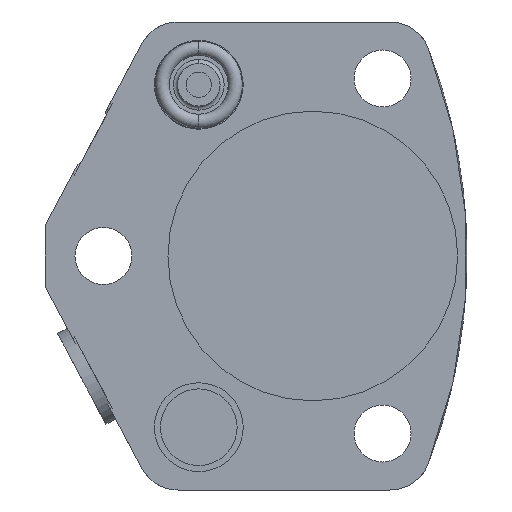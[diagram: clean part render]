
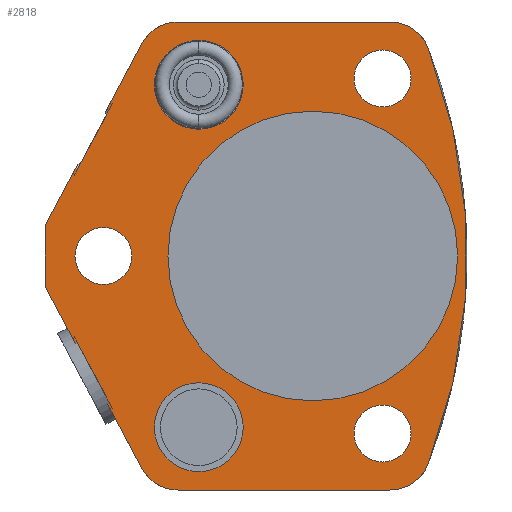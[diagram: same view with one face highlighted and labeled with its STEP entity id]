
A CAD part, front view. The second image highlights one B-rep face of the part: STEP entity #2818.
In plain terms, the highlighted planar face has unit normal (0, -1, 0).
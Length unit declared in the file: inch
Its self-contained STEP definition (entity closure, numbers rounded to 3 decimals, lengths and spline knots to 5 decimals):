
#513=CARTESIAN_POINT('',(0.,0.,0.));
#514=DIRECTION('',(0.,-1.,0.));
#515=DIRECTION('',(1.,0.,0.));
#516=AXIS2_PLACEMENT_3D('',#513,#514,#515);
#521=CARTESIAN_POINT('',(0.,0.,0.));
#522=DIRECTION('',(0.,1.,0.));
#523=DIRECTION('',(1.,0.,0.));
#524=AXIS2_PLACEMENT_3D('',#521,#522,#523);
#529=CARTESIAN_POINT('',(0.344,0.,0.875));
#530=DIRECTION('',(0.,-1.,0.));
#531=DIRECTION('',(1.,0.,0.));
#532=AXIS2_PLACEMENT_3D('',#529,#530,#531);
#537=CARTESIAN_POINT('',(0.344,0.,0.875));
#538=DIRECTION('',(0.,-1.,0.));
#539=DIRECTION('',(-1.,0.,0.));
#540=AXIS2_PLACEMENT_3D('',#537,#538,#539);
#545=CARTESIAN_POINT('',(0.344,0.,-0.875));
#546=DIRECTION('',(0.,-1.,0.));
#547=DIRECTION('',(1.,0.,0.));
#548=AXIS2_PLACEMENT_3D('',#545,#546,#547);
#553=CARTESIAN_POINT('',(0.344,0.,-0.875));
#554=DIRECTION('',(0.,-1.,0.));
#555=DIRECTION('',(-1.,0.,0.));
#556=AXIS2_PLACEMENT_3D('',#553,#554,#555);
#561=CARTESIAN_POINT('',(-1.032,0.,0.));
#562=DIRECTION('',(0.,-1.,0.));
#563=DIRECTION('',(1.,0.,0.));
#564=AXIS2_PLACEMENT_3D('',#561,#562,#563);
#569=CARTESIAN_POINT('',(-1.032,0.,0.));
#570=DIRECTION('',(0.,-1.,0.));
#571=DIRECTION('',(-1.,0.,0.));
#572=AXIS2_PLACEMENT_3D('',#569,#570,#571);
#577=DIRECTION('',(-0.469,0.,-0.883));
#578=VECTOR('',#577,0.33929);
#579=CARTESIAN_POINT('',(-1.00197,0.,0.72489));
#580=LINE('',#579,#578);
#584=DIRECTION('',(0.883,0.,-0.469));
#585=VECTOR('',#584,0.01);
#586=CARTESIAN_POINT('',(-1.0108,0.,0.72959));
#587=LINE('',#586,#585);
#591=DIRECTION('',(0.469,0.,0.883));
#592=VECTOR('',#591,0.35814);
#593=CARTESIAN_POINT('',(-1.0108,0.,0.72959));
#594=LINE('',#593,#592);
#598=DIRECTION('',(1.,0.,0.));
#599=VECTOR('',#598,1.04331);
#600=CARTESIAN_POINT('',(-0.66342,0.,1.1535));
#601=LINE('',#600,#599);
#605=CARTESIAN_POINT('',(-2.082,0.,0.));
#606=DIRECTION('',(0.,-1.,0.));
#607=DIRECTION('',(0.933,0.,-0.36));
#608=AXIS2_PLACEMENT_3D('',#605,#606,#607);
#613=DIRECTION('',(-1.,0.,0.));
#614=VECTOR('',#613,1.04331);
#615=CARTESIAN_POINT('',(0.37988,0.,-1.1535));
#616=LINE('',#615,#614);
#620=DIRECTION('',(0.469,0.,-0.883));
#621=VECTOR('',#620,0.35814);
#622=CARTESIAN_POINT('',(-1.0108,0.,-0.72959));
#623=LINE('',#622,#621);
#627=DIRECTION('',(0.883,0.,0.469));
#628=VECTOR('',#627,0.01);
#629=CARTESIAN_POINT('',(-1.0108,0.,-0.72959));
#630=LINE('',#629,#628);
#634=DIRECTION('',(0.469,0.,-0.883));
#635=VECTOR('',#634,0.33929);
#636=CARTESIAN_POINT('',(-1.16126,0.,-0.42531));
#637=LINE('',#636,#635);
#641=DIRECTION('',(0.883,0.,0.469));
#642=VECTOR('',#641,0.01);
#643=CARTESIAN_POINT('',(-1.17008,0.,-0.43001));
#644=LINE('',#643,#642);
#648=DIRECTION('',(0.469,0.,-0.883));
#649=VECTOR('',#648,0.31933);
#650=CARTESIAN_POINT('',(-1.32,0.,-0.14806));
#651=LINE('',#650,#649);
#655=DIRECTION('',(0.,0.,-1.));
#656=VECTOR('',#655,0.29612);
#657=CARTESIAN_POINT('',(-1.32,0.,0.14806));
#658=LINE('',#657,#656);
#662=DIRECTION('',(0.469,0.,0.883));
#663=VECTOR('',#662,0.31933);
#664=CARTESIAN_POINT('',(-1.32,0.,0.14806));
#665=LINE('',#664,#663);
#669=DIRECTION('',(0.883,0.,-0.469));
#670=VECTOR('',#669,0.01);
#671=CARTESIAN_POINT('',(-1.17008,0.,0.43001));
#672=LINE('',#671,#670);
#676=CARTESIAN_POINT('',(-0.562,0.,-0.844));
#677=DIRECTION('',(0.,1.,0.));
#678=DIRECTION('',(-1.,0.,0.));
#679=AXIS2_PLACEMENT_3D('',#676,#677,#678);
#684=CARTESIAN_POINT('',(-0.562,0.,-0.844));
#685=DIRECTION('',(0.,1.,0.));
#686=DIRECTION('',(1.,0.,0.));
#687=AXIS2_PLACEMENT_3D('',#684,#685,#686);
#692=CARTESIAN_POINT('',(-0.562,0.,0.844));
#693=DIRECTION('',(0.,1.,0.));
#694=DIRECTION('',(-1.,0.,0.));
#695=AXIS2_PLACEMENT_3D('',#692,#693,#694);
#700=CARTESIAN_POINT('',(-0.562,0.,0.844));
#701=DIRECTION('',(0.,1.,0.));
#702=DIRECTION('',(1.,0.,0.));
#703=AXIS2_PLACEMENT_3D('',#700,#701,#702);
#1154=CARTESIAN_POINT('',(-0.66342,0.,-0.9505));
#1155=DIRECTION('',(0.,-1.,0.));
#1156=DIRECTION('',(-0.883,0.,-0.469));
#1157=AXIS2_PLACEMENT_3D('',#1154,#1155,#1156);
#1190=CARTESIAN_POINT('',(0.37988,0.,-0.9505));
#1191=DIRECTION('',(0.,-1.,0.));
#1192=DIRECTION('',(0.,0.,-1.));
#1193=AXIS2_PLACEMENT_3D('',#1190,#1191,#1192);
#1212=CARTESIAN_POINT('',(0.37988,0.,0.9505));
#1213=DIRECTION('',(0.,-1.,0.));
#1214=DIRECTION('',(0.933,0.,0.36));
#1215=AXIS2_PLACEMENT_3D('',#1212,#1213,#1214);
#1248=CARTESIAN_POINT('',(-0.66342,0.,0.9505));
#1249=DIRECTION('',(0.,-1.,0.));
#1250=DIRECTION('',(0.,0.,1.));
#1251=AXIS2_PLACEMENT_3D('',#1248,#1249,#1250);
#2135=CARTESIAN_POINT('',(0.714,0.,0.));
#2137=VERTEX_POINT('',#2135);
#2139=CARTESIAN_POINT('',(-0.714,0.,0.));
#2141=VERTEX_POINT('',#2139);
#2142=CARTESIAN_POINT('',(-1.32,0.,0.14806));
#2143=CARTESIAN_POINT('',(-1.32,0.,-0.14806));
#2144=VERTEX_POINT('',#2142);
#2145=VERTEX_POINT('',#2143);
#2146=CARTESIAN_POINT('',(0.4845,0.,0.875));
#2147=CARTESIAN_POINT('',(0.2035,0.,0.875));
#2148=VERTEX_POINT('',#2146);
#2149=VERTEX_POINT('',#2147);
#2180=CARTESIAN_POINT('',(-1.16126,0.,-0.42531));
#2181=CARTESIAN_POINT('',(-1.00197,0.,-0.72489));
#2182=VERTEX_POINT('',#2180);
#2183=VERTEX_POINT('',#2181);
#2184=CARTESIAN_POINT('',(-1.17008,0.,-0.43001));
#2185=VERTEX_POINT('',#2184);
#2186=CARTESIAN_POINT('',(-1.0108,0.,-0.72959));
#2187=VERTEX_POINT('',#2186);
#2193=CARTESIAN_POINT('',(-1.00197,0.,0.72489));
#2194=CARTESIAN_POINT('',(-1.16126,0.,0.42531));
#2195=VERTEX_POINT('',#2193);
#2196=VERTEX_POINT('',#2194);
#2197=CARTESIAN_POINT('',(-1.0108,0.,0.72959));
#2198=VERTEX_POINT('',#2197);
#2199=CARTESIAN_POINT('',(-1.17008,0.,0.43001));
#2200=VERTEX_POINT('',#2199);
#2226=CARTESIAN_POINT('',(-0.781,0.,-0.844));
#2227=CARTESIAN_POINT('',(-0.343,0.,-0.844));
#2228=VERTEX_POINT('',#2226);
#2229=VERTEX_POINT('',#2227);
#2234=CARTESIAN_POINT('',(-0.781,0.,0.844));
#2235=CARTESIAN_POINT('',(-0.343,0.,0.844));
#2236=VERTEX_POINT('',#2234);
#2237=VERTEX_POINT('',#2235);
#2284=CARTESIAN_POINT('',(0.37988,0.,-1.1535));
#2285=CARTESIAN_POINT('',(0.56926,0.,-1.02362));
#2286=VERTEX_POINT('',#2284);
#2287=VERTEX_POINT('',#2285);
#2288=CARTESIAN_POINT('',(0.56926,0.,1.02362));
#2289=CARTESIAN_POINT('',(0.37988,0.,1.1535));
#2290=VERTEX_POINT('',#2288);
#2291=VERTEX_POINT('',#2289);
#2292=CARTESIAN_POINT('',(-0.66342,0.,1.1535));
#2293=CARTESIAN_POINT('',(-0.84266,0.,1.0458));
#2294=VERTEX_POINT('',#2292);
#2295=VERTEX_POINT('',#2293);
#2296=CARTESIAN_POINT('',(-0.84266,0.,-1.0458));
#2297=CARTESIAN_POINT('',(-0.66342,0.,-1.1535));
#2298=VERTEX_POINT('',#2296);
#2299=VERTEX_POINT('',#2297);
#2300=CARTESIAN_POINT('',(0.4845,0.,-0.875));
#2301=CARTESIAN_POINT('',(0.2035,0.,-0.875));
#2302=VERTEX_POINT('',#2300);
#2303=VERTEX_POINT('',#2301);
#2304=CARTESIAN_POINT('',(-0.8915,0.,0.));
#2305=CARTESIAN_POINT('',(-1.1725,0.,0.));
#2306=VERTEX_POINT('',#2304);
#2307=VERTEX_POINT('',#2305);
#2741=CARTESIAN_POINT('',(0.,0.,0.));
#2742=DIRECTION('',(0.,-1.,0.));
#2743=DIRECTION('',(-1.,0.,0.));
#2744=AXIS2_PLACEMENT_3D('',#2741,#2742,#2743);
#2745=PLANE('',#2744);
#2747=ORIENTED_EDGE('',*,*,#2746,.F.);
#2749=ORIENTED_EDGE('',*,*,#2748,.F.);
#2751=ORIENTED_EDGE('',*,*,#2750,.T.);
#2753=ORIENTED_EDGE('',*,*,#2752,.F.);
#2755=ORIENTED_EDGE('',*,*,#2754,.T.);
#2757=ORIENTED_EDGE('',*,*,#2756,.F.);
#2759=ORIENTED_EDGE('',*,*,#2758,.F.);
#2761=ORIENTED_EDGE('',*,*,#2760,.F.);
#2763=ORIENTED_EDGE('',*,*,#2762,.T.);
#2765=ORIENTED_EDGE('',*,*,#2764,.F.);
#2767=ORIENTED_EDGE('',*,*,#2766,.F.);
#2769=ORIENTED_EDGE('',*,*,#2768,.T.);
#2771=ORIENTED_EDGE('',*,*,#2770,.F.);
#2773=ORIENTED_EDGE('',*,*,#2772,.F.);
#2775=ORIENTED_EDGE('',*,*,#2774,.F.);
#2777=ORIENTED_EDGE('',*,*,#2776,.F.);
#2779=ORIENTED_EDGE('',*,*,#2778,.T.);
#2781=ORIENTED_EDGE('',*,*,#2780,.T.);
#2782=EDGE_LOOP('',(#2747,#2749,#2751,#2753,#2755,#2757,#2759,#2761,#2763,#2765,
#2767,#2769,#2771,#2773,#2775,#2777,#2779,#2781));
#2783=FACE_OUTER_BOUND('',#2782,.F.);
#2785=ORIENTED_EDGE('',*,*,#2784,.T.);
#2787=ORIENTED_EDGE('',*,*,#2786,.T.);
#2788=EDGE_LOOP('',(#2785,#2787));
#2789=FACE_BOUND('',#2788,.F.);
#2790=ORIENTED_EDGE('',*,*,#2721,.T.);
#2791=ORIENTED_EDGE('',*,*,#2735,.T.);
#2792=EDGE_LOOP('',(#2790,#2791));
#2793=FACE_BOUND('',#2792,.F.);
#2795=ORIENTED_EDGE('',*,*,#2794,.T.);
#2797=ORIENTED_EDGE('',*,*,#2796,.T.);
#2798=EDGE_LOOP('',(#2795,#2797));
#2799=FACE_BOUND('',#2798,.F.);
#2801=ORIENTED_EDGE('',*,*,#2800,.T.);
#2803=ORIENTED_EDGE('',*,*,#2802,.F.);
#2804=EDGE_LOOP('',(#2801,#2803));
#2805=FACE_BOUND('',#2804,.F.);
#2807=ORIENTED_EDGE('',*,*,#2806,.F.);
#2809=ORIENTED_EDGE('',*,*,#2808,.F.);
#2810=EDGE_LOOP('',(#2807,#2809));
#2811=FACE_BOUND('',#2810,.F.);
#2813=ORIENTED_EDGE('',*,*,#2812,.F.);
#2815=ORIENTED_EDGE('',*,*,#2814,.F.);
#2816=EDGE_LOOP('',(#2813,#2815));
#2817=FACE_BOUND('',#2816,.F.);
#517=CIRCLE('',#516,0.714);
#525=CIRCLE('',#524,0.714);
#533=CIRCLE('',#532,0.1405);
#541=CIRCLE('',#540,0.1405);
#549=CIRCLE('',#548,0.1405);
#557=CIRCLE('',#556,0.1405);
#565=CIRCLE('',#564,0.1405);
#573=CIRCLE('',#572,0.1405);
#609=CIRCLE('',#608,2.842);
#680=CIRCLE('',#679,0.219);
#688=CIRCLE('',#687,0.219);
#696=CIRCLE('',#695,0.219);
#704=CIRCLE('',#703,0.219);
#1158=CIRCLE('',#1157,0.203);
#1194=CIRCLE('',#1193,0.203);
#1216=CIRCLE('',#1215,0.203);
#1252=CIRCLE('',#1251,0.203);
#2721=EDGE_CURVE('',#2302,#2303,#549,.T.);
#2735=EDGE_CURVE('',#2303,#2302,#557,.T.);
#2746=EDGE_CURVE('',#2195,#2196,#580,.T.);
#2748=EDGE_CURVE('',#2198,#2195,#587,.T.);
#2750=EDGE_CURVE('',#2198,#2295,#594,.T.);
#2752=EDGE_CURVE('',#2294,#2295,#1252,.T.);
#2754=EDGE_CURVE('',#2294,#2291,#601,.T.);
#2756=EDGE_CURVE('',#2290,#2291,#1216,.T.);
#2758=EDGE_CURVE('',#2287,#2290,#609,.T.);
#2760=EDGE_CURVE('',#2286,#2287,#1194,.T.);
#2762=EDGE_CURVE('',#2286,#2299,#616,.T.);
#2764=EDGE_CURVE('',#2298,#2299,#1158,.T.);
#2766=EDGE_CURVE('',#2187,#2298,#623,.T.);
#2768=EDGE_CURVE('',#2187,#2183,#630,.T.);
#2770=EDGE_CURVE('',#2182,#2183,#637,.T.);
#2772=EDGE_CURVE('',#2185,#2182,#644,.T.);
#2774=EDGE_CURVE('',#2145,#2185,#651,.T.);
#2776=EDGE_CURVE('',#2144,#2145,#658,.T.);
#2778=EDGE_CURVE('',#2144,#2200,#665,.T.);
#2780=EDGE_CURVE('',#2200,#2196,#672,.T.);
#2784=EDGE_CURVE('',#2148,#2149,#533,.T.);
#2786=EDGE_CURVE('',#2149,#2148,#541,.T.);
#2794=EDGE_CURVE('',#2306,#2307,#565,.T.);
#2796=EDGE_CURVE('',#2307,#2306,#573,.T.);
#2800=EDGE_CURVE('',#2137,#2141,#517,.T.);
#2802=EDGE_CURVE('',#2137,#2141,#525,.T.);
#2806=EDGE_CURVE('',#2228,#2229,#680,.T.);
#2808=EDGE_CURVE('',#2229,#2228,#688,.T.);
#2812=EDGE_CURVE('',#2236,#2237,#696,.T.);
#2814=EDGE_CURVE('',#2237,#2236,#704,.T.);
#2818=ADVANCED_FACE('',(#2783,#2789,#2793,#2799,#2805,#2811,#2817),#2745,.T.);
